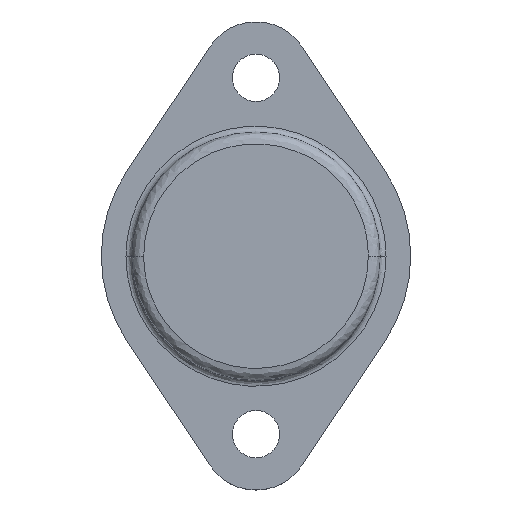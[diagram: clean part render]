
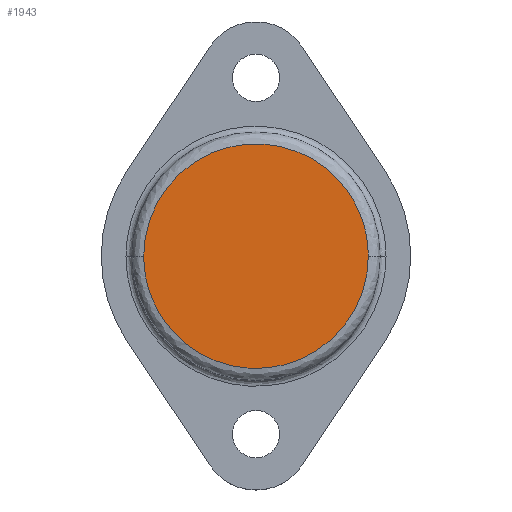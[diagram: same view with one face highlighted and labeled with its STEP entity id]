
A CAD part, top view. The second image highlights one B-rep face of the part: STEP entity #1943.
In plain terms, the highlighted planar face has unit normal (0, 0, 1).
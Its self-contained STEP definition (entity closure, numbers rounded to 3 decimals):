
#105 = CARTESIAN_POINT ( 'NONE',  ( 9.5, -3.95, 8.5 ) ) ;
#305 = CARTESIAN_POINT ( 'NONE',  ( -9.5, 15.05, 8.5 ) ) ;
#324 = DIRECTION ( 'NONE',  ( 0., 0., -1. ) ) ;
#647 = CARTESIAN_POINT ( 'NONE',  ( -9.5, 15.05, 8.5 ) ) ;
#679 = CARTESIAN_POINT ( 'NONE',  ( 9.5, 34.05, 8.5 ) ) ;
#725 = PLANE ( 'NONE',  #1026 ) ;
#858 = CARTESIAN_POINT ( 'NONE',  ( -9.5, 34.05, 8.5 ) ) ;
#1021 = ORIENTED_EDGE ( 'NONE', *, *, #2504, .F. ) ;
#1026 = AXIS2_PLACEMENT_3D ( 'NONE', #1558, #324, #1779 ) ;
#1029 = VERTEX_POINT ( 'NONE', #2295 ) ;
#1351 = EDGE_CURVE ( 'NONE', #1029, #1674, #2335, .T. ) ;
#1480 = CARTESIAN_POINT ( 'NONE',  ( -9.5, 15.05, 8.5 ) ) ;
#1539 = CARTESIAN_POINT ( 'NONE',  ( -9.5, -3.95, 8.5 ) ) ;
#1558 = CARTESIAN_POINT ( 'NONE',  ( 10.5, 15.05, 8.5 ) ) ;
#1674 = VERTEX_POINT ( 'NONE', #647 ) ;
#1779 = DIRECTION ( 'NONE',  ( -1., 0., 0. ) ) ;
#1799 = EDGE_LOOP ( 'NONE', ( #2446, #1021 ) ) ;
#1943 = ADVANCED_FACE ( 'NONE', ( #2023 ), #725, .F. ) ;
#2023 = FACE_OUTER_BOUND ( 'NONE', #1799, .T. ) ;
#2132 = CARTESIAN_POINT ( 'NONE',  ( 9.5, 15.05, 8.5 ) ) ;
#2295 = CARTESIAN_POINT ( 'NONE',  ( 9.5, 15.05, 8.5 ) ) ;
#2335 =( BOUNDED_CURVE ( )  B_SPLINE_CURVE ( 3, ( #2599, #105, #1539, #305 ),
 .UNSPECIFIED., .F., .T. ) 
 B_SPLINE_CURVE_WITH_KNOTS ( ( 4, 4 ),
 ( 0., 0.5 ),
 .UNSPECIFIED. ) 
 CURVE ( )  GEOMETRIC_REPRESENTATION_ITEM ( )  RATIONAL_B_SPLINE_CURVE ( ( 1., 0.333, 0.333, 1. ) ) 
 REPRESENTATION_ITEM ( '' )  );
#2392 =( BOUNDED_CURVE ( )  B_SPLINE_CURVE ( 3, ( #1480, #858, #679, #2132 ),
 .UNSPECIFIED., .F., .T. ) 
 B_SPLINE_CURVE_WITH_KNOTS ( ( 4, 4 ),
 ( 0.5, 1. ),
 .UNSPECIFIED. ) 
 CURVE ( )  GEOMETRIC_REPRESENTATION_ITEM ( )  RATIONAL_B_SPLINE_CURVE ( ( 1., 0.333, 0.333, 1. ) ) 
 REPRESENTATION_ITEM ( '' )  );
#2446 = ORIENTED_EDGE ( 'NONE', *, *, #1351, .F. ) ;
#2504 = EDGE_CURVE ( 'NONE', #1674, #1029, #2392, .T. ) ;
#2599 = CARTESIAN_POINT ( 'NONE',  ( 9.5, 15.05, 8.5 ) ) ;
